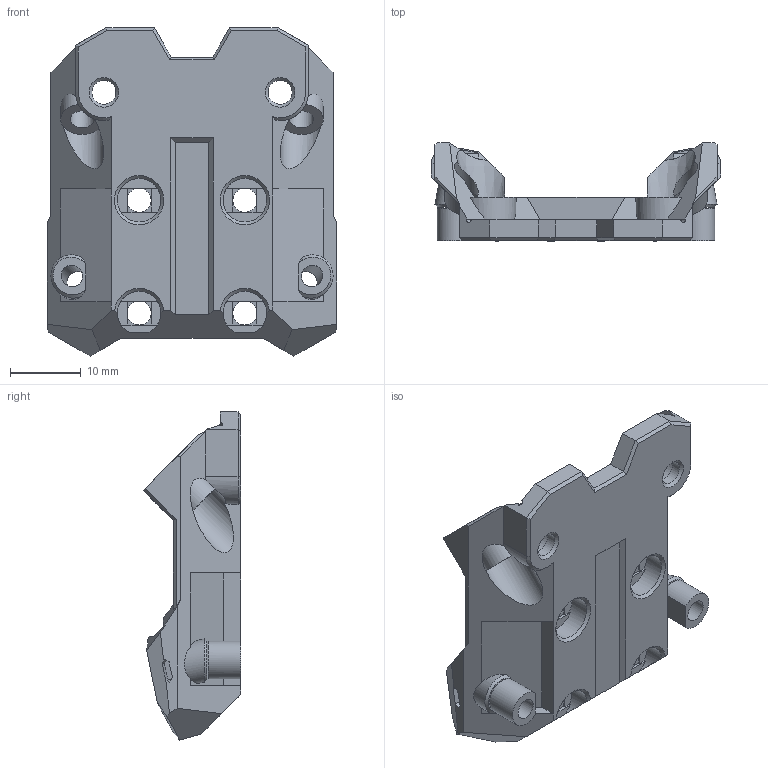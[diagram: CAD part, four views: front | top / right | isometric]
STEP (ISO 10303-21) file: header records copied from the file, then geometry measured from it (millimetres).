
FILE_DESCRIPTION(/* description */ (''),/* implementation_level */ '2;1');
FILE_NAME(/* name */ 'Boop_Front.step',/* time_stamp */ '2023-07-23T17:23:54+01:00',/* author */ (''),/* organization */ (''),/* preprocessor_version */ 'ST-DEVELOPER v19.2',/* originating_system */ 'Autodesk Translation Framework v12.6.0.85',/* authorisation */ '');
FILE_SCHEMA (('AUTOMOTIVE_DESIGN { 1 0 10303 214 3 1 1 }'));
Length unit declared in the file: millimetre
Products named in the file (4): 2020 Dragon Burner v7; Boop_Front; Support; Support (1)
Assembly tree (3 placements, depth 3):
  2020 Dragon Burner v7
    Boop_Front
      Support
      Support (1)
Bounding box: 41 x 13.85 x 46.56 mm (x, y, z)
Volume: 8573.1 mm3; surface area: 6331.2 mm2
Topology: 3 solids, 26 shells, 469 faces, 1183 edges, 762 vertices
Faces by surface type: plane 346, cylinder 75, cone 38, bspline 8, torus 2
Full cylindrical faces by diameter (mm): 3 x2, 3.2 x2, 3.4 x8, 4.7 x2, 6.2 x2
Entity records: 14714 total; most frequent: CARTESIAN_POINT 3255, ORIENTED_EDGE 2366, DIRECTION 2305, EDGE_CURVE 1183, LINE 869, VECTOR 869, VERTEX_POINT 762, AXIS2_PLACEMENT_3D 718
